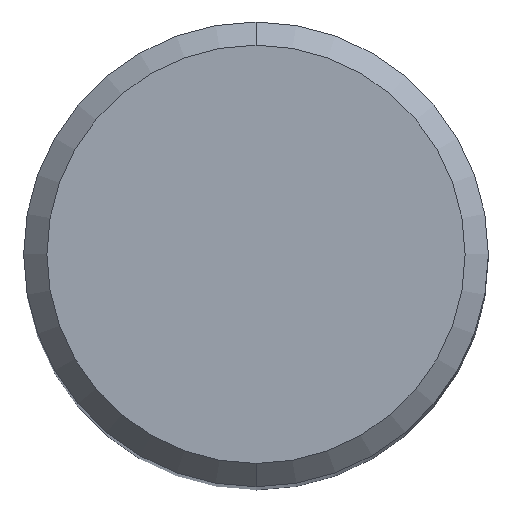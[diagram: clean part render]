
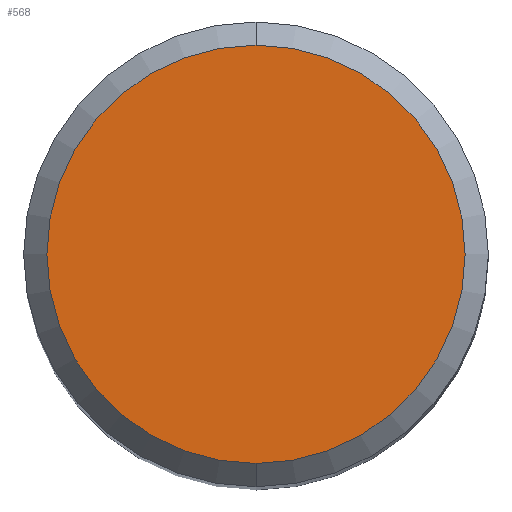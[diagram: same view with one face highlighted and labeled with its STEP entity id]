
A CAD part, top view. The second image highlights one B-rep face of the part: STEP entity #568.
In plain terms, the highlighted planar face has unit normal (0, 0, 1).
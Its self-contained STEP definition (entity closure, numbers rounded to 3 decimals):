
#316=EDGE_CURVE('',#396,#324,#720,.T.);
#324=VERTEX_POINT('',#728);
#352=EDGE_CURVE('',#324,#396,#758,.T.);
#396=VERTEX_POINT('',#809);
#568=ADVANCED_FACE('',(#1001),#1002,.T.);
#720=CIRCLE('',#1251,4.5);
#728=CARTESIAN_POINT('',(0.,-4.5,0.0));
#758=CIRCLE('',#1368,4.5);
#809=CARTESIAN_POINT('',(0.0,4.5,0.0));
#1001=FACE_OUTER_BOUND('',#1807,.T.);
#1002=PLANE('',#1808);
#1251=AXIS2_PLACEMENT_3D('',#1942,#1943,#1944);
#1368=AXIS2_PLACEMENT_3D('',#1977,#1978,#1979);
#1807=EDGE_LOOP('',(#2281,#2282));
#1808=AXIS2_PLACEMENT_3D('',#2283,#2284,#2285);
#1942=CARTESIAN_POINT('',(0.0,0.0,0.0));
#1943=DIRECTION('',(0.0,0.0,-1.0));
#1944=DIRECTION('',(0.0,1.0,0.0));
#1977=CARTESIAN_POINT('',(0.0,0.0,0.0));
#1978=DIRECTION('',(0.0,0.0,-1.0));
#1979=DIRECTION('',(0.0,1.0,0.0));
#2281=ORIENTED_EDGE('',*,*,#316,.F.);
#2282=ORIENTED_EDGE('',*,*,#352,.F.);
#2283=CARTESIAN_POINT('',(0.0,2.25,0.0));
#2284=DIRECTION('',(-0.0,0.0,1.0));
#2285=DIRECTION('',(0.0,-1.0,0.0));
